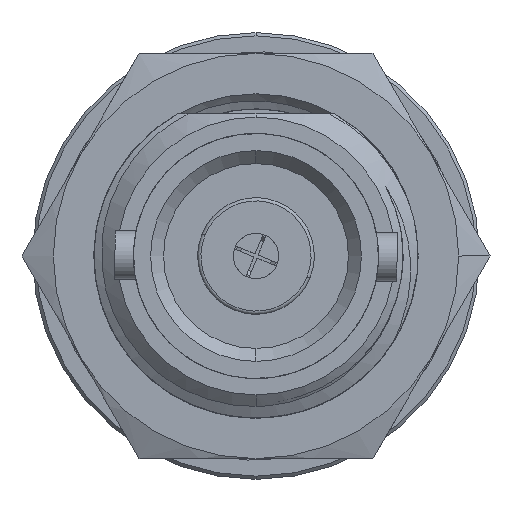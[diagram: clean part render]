
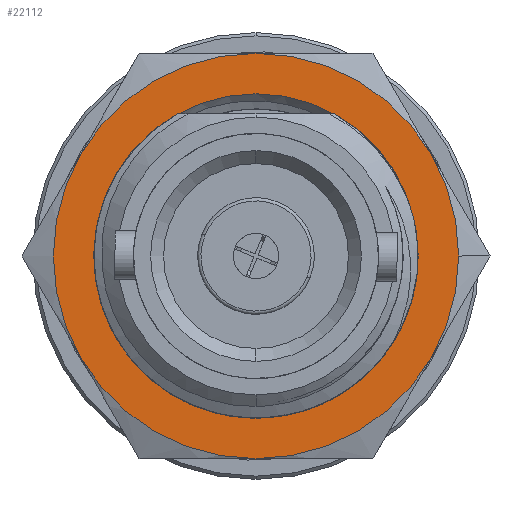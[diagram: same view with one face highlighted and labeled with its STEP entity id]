
A CAD part, left-side view. The second image highlights one B-rep face of the part: STEP entity #22112.
In plain terms, the highlighted planar face has unit normal (-1, 0, 0).
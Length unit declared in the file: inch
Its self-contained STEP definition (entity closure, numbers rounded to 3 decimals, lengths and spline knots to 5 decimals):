
#8 = DIRECTION ( 'NONE',  ( 1., 0., 0. ) ) ;
#1334 = CARTESIAN_POINT ( 'NONE',  ( 0.48452, 0., 0.25015 ) ) ;
#1548 = AXIS2_PLACEMENT_3D ( 'NONE', #21588, #10255, #21842 ) ;
#1931 = CIRCLE ( 'NONE', #22433, 0.3125 ) ;
#2113 = EDGE_LOOP ( 'NONE', ( #21007, #20289 ) ) ;
#2491 = CARTESIAN_POINT ( 'NONE',  ( 0.48452, 0., 0. ) ) ;
#2497 = DIRECTION ( 'NONE',  ( 0., 0., 1. ) ) ;
#2862 = VERTEX_POINT ( 'NONE', #12106 ) ;
#3219 = DIRECTION ( 'NONE',  ( 0., 0., 1. ) ) ;
#3381 = CIRCLE ( 'NONE', #6527, 0.3125 ) ;
#3593 = VERTEX_POINT ( 'NONE', #7909 ) ;
#3653 = DIRECTION ( 'NONE',  ( -1., 0., 0. ) ) ;
#3797 = CARTESIAN_POINT ( 'NONE',  ( 0.48452, -0.15625, 0.27063 ) ) ;
#4132 = CIRCLE ( 'NONE', #21093, 0.25015 ) ;
#4849 = VERTEX_POINT ( 'NONE', #13290 ) ;
#5059 = ORIENTED_EDGE ( 'NONE', *, *, #5202, .T. ) ;
#5202 = EDGE_CURVE ( 'NONE', #23198, #14438, #3381, .T. ) ;
#5448 = CARTESIAN_POINT ( 'NONE',  ( 0.48452, -0.15625, -0.27063 ) ) ;
#5461 = FACE_OUTER_BOUND ( 'NONE', #17647, .T. ) ;
#5922 = VERTEX_POINT ( 'NONE', #11601 ) ;
#6441 = VERTEX_POINT ( 'NONE', #1334 ) ;
#6527 = AXIS2_PLACEMENT_3D ( 'NONE', #7079, #9062, #12879 ) ;
#7079 = CARTESIAN_POINT ( 'NONE',  ( 0.48452, 0., 0. ) ) ;
#7414 = CARTESIAN_POINT ( 'NONE',  ( 0.48452, 0., 0. ) ) ;
#7548 = DIRECTION ( 'NONE',  ( 0., 0., -1. ) ) ;
#7909 = CARTESIAN_POINT ( 'NONE',  ( 0.48452, 0.15625, -0.27063 ) ) ;
#8008 = CIRCLE ( 'NONE', #10798, 0.25015 ) ;
#8192 = EDGE_CURVE ( 'NONE', #2862, #6441, #8008, .T. ) ;
#8668 = CIRCLE ( 'NONE', #1548, 0.3125 ) ;
#8712 = EDGE_CURVE ( 'NONE', #5922, #23198, #1931, .T. ) ;
#8870 = AXIS2_PLACEMENT_3D ( 'NONE', #16192, #10651, #3219 ) ;
#9062 = DIRECTION ( 'NONE',  ( -1., 0., 0. ) ) ;
#9069 = CIRCLE ( 'NONE', #12199, 0.3125 ) ;
#9153 = CARTESIAN_POINT ( 'NONE',  ( 0.48452, 0., 0. ) ) ;
#9268 = AXIS2_PLACEMENT_3D ( 'NONE', #13006, #20534, #15704 ) ;
#9427 = EDGE_CURVE ( 'NONE', #3593, #23050, #9069, .T. ) ;
#10046 = DIRECTION ( 'NONE',  ( -1., 0., 0. ) ) ;
#10255 = DIRECTION ( 'NONE',  ( -1., 0., 0. ) ) ;
#10440 = EDGE_CURVE ( 'NONE', #11059, #5922, #8668, .T. ) ;
#10540 = ORIENTED_EDGE ( 'NONE', *, *, #15297, .T. ) ;
#10651 = DIRECTION ( 'NONE',  ( -1., 0., 0. ) ) ;
#10675 = CARTESIAN_POINT ( 'NONE',  ( 0.48452, 0.3125, 0. ) ) ;
#10759 = AXIS2_PLACEMENT_3D ( 'NONE', #14896, #3653, #11213 ) ;
#10798 = AXIS2_PLACEMENT_3D ( 'NONE', #7414, #14935, #16323 ) ;
#11059 = VERTEX_POINT ( 'NONE', #3797 ) ;
#11167 = PLANE ( 'NONE',  #9268 ) ;
#11213 = DIRECTION ( 'NONE',  ( 0., 0., 1. ) ) ;
#11601 = CARTESIAN_POINT ( 'NONE',  ( 0.48452, 0., 0.3125 ) ) ;
#11902 = DIRECTION ( 'NONE',  ( -1., 0., 0. ) ) ;
#12101 = ORIENTED_EDGE ( 'NONE', *, *, #21417, .T. ) ;
#12106 = CARTESIAN_POINT ( 'NONE',  ( 0.48452, 0., -0.25015 ) ) ;
#12199 = AXIS2_PLACEMENT_3D ( 'NONE', #12270, #11902, #2497 ) ;
#12270 = CARTESIAN_POINT ( 'NONE',  ( 0.48452, 0., 0. ) ) ;
#12717 = AXIS2_PLACEMENT_3D ( 'NONE', #9153, #14816, #23186 ) ;
#12879 = DIRECTION ( 'NONE',  ( 0., 0., 1. ) ) ;
#13006 = CARTESIAN_POINT ( 'NONE',  ( 0.48452, 0., 0. ) ) ;
#13230 = CARTESIAN_POINT ( 'NONE',  ( 0.48452, 0.15625, 0.27063 ) ) ;
#13290 = CARTESIAN_POINT ( 'NONE',  ( 0.48452, -0.3125, 0. ) ) ;
#14438 = VERTEX_POINT ( 'NONE', #10675 ) ;
#14768 = CIRCLE ( 'NONE', #8870, 0.3125 ) ;
#14816 = DIRECTION ( 'NONE',  ( -1., 0., 0. ) ) ;
#14896 = CARTESIAN_POINT ( 'NONE',  ( 0.48452, 0., 0. ) ) ;
#14935 = DIRECTION ( 'NONE',  ( 1., 0., 0. ) ) ;
#15297 = EDGE_CURVE ( 'NONE', #4849, #11059, #15468, .T. ) ;
#15447 = FACE_BOUND ( 'NONE', #2113, .T. ) ;
#15468 = CIRCLE ( 'NONE', #10759, 0.3125 ) ;
#15704 = DIRECTION ( 'NONE',  ( 0., 0., 1. ) ) ;
#16192 = CARTESIAN_POINT ( 'NONE',  ( 0.48452, 0., 0. ) ) ;
#16323 = DIRECTION ( 'NONE',  ( 0., 0., -1. ) ) ;
#17570 = DIRECTION ( 'NONE',  ( 0., 0., 1. ) ) ;
#17647 = EDGE_LOOP ( 'NONE', ( #10540, #17905, #17747, #5059, #12101, #19425, #18042 ) ) ;
#17731 = EDGE_CURVE ( 'NONE', #23050, #4849, #23338, .T. ) ;
#17747 = ORIENTED_EDGE ( 'NONE', *, *, #8712, .T. ) ;
#17905 = ORIENTED_EDGE ( 'NONE', *, *, #10440, .T. ) ;
#18042 = ORIENTED_EDGE ( 'NONE', *, *, #17731, .T. ) ;
#19425 = ORIENTED_EDGE ( 'NONE', *, *, #9427, .T. ) ;
#20289 = ORIENTED_EDGE ( 'NONE', *, *, #8192, .T. ) ;
#20534 = DIRECTION ( 'NONE',  ( -1., 0., 0. ) ) ;
#20636 = CARTESIAN_POINT ( 'NONE',  ( 0.48452, 0., 0. ) ) ;
#21007 = ORIENTED_EDGE ( 'NONE', *, *, #23164, .T. ) ;
#21093 = AXIS2_PLACEMENT_3D ( 'NONE', #20636, #8, #7548 ) ;
#21417 = EDGE_CURVE ( 'NONE', #14438, #3593, #14768, .T. ) ;
#21588 = CARTESIAN_POINT ( 'NONE',  ( 0.48452, 0., 0. ) ) ;
#21842 = DIRECTION ( 'NONE',  ( 0., 0., 1. ) ) ;
#22112 = ADVANCED_FACE ( 'NONE', ( #15447, #5461 ), #11167, .T. ) ;
#22433 = AXIS2_PLACEMENT_3D ( 'NONE', #2491, #10046, #17570 ) ;
#23050 = VERTEX_POINT ( 'NONE', #5448 ) ;
#23164 = EDGE_CURVE ( 'NONE', #6441, #2862, #4132, .T. ) ;
#23186 = DIRECTION ( 'NONE',  ( 0., 0., 1. ) ) ;
#23198 = VERTEX_POINT ( 'NONE', #13230 ) ;
#23338 = CIRCLE ( 'NONE', #12717, 0.3125 ) ;
